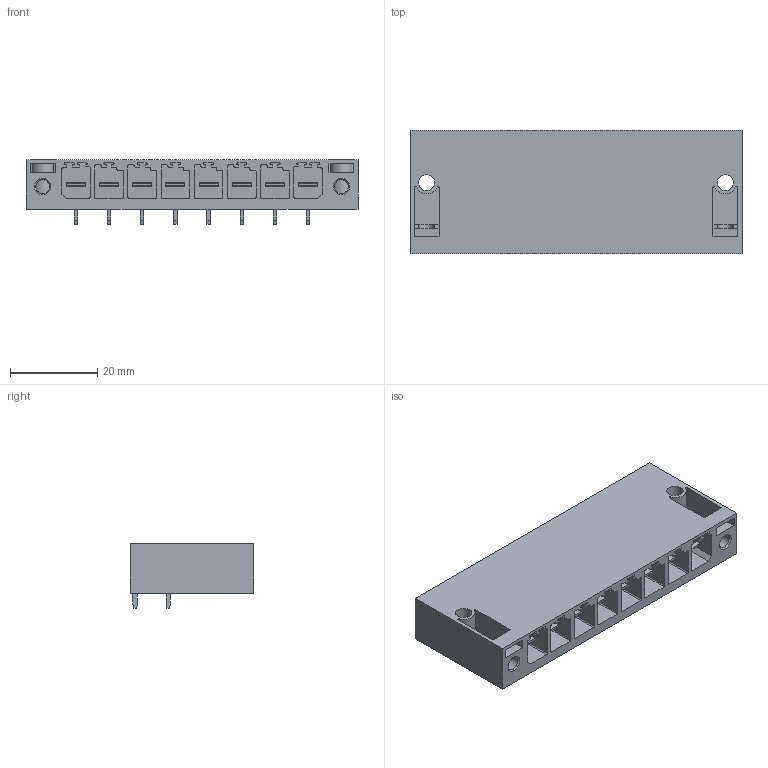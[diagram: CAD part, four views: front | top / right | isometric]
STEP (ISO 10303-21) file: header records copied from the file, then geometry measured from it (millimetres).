
FILE_DESCRIPTION(('CATIA V5 STEP Exchange','CAx-IF Rec.Pracs.--- Model Styling and Organization---1.2---2011-12-15'),'2;1');
FILE_NAME ('D1459382_0_1930440000_1930440000.stp','2018-11-28T11:51:41+00:00',('none'),('Weidmueller'),'CATIA Version 5-6 Release 2014','CATIA V5 STEP AP214','none');
FILE_SCHEMA(('AUTOMOTIVE_DESIGN { 1 0 10303 214 1 1 1 1 }'));
Length unit declared in the file: millimetre
Products named in the file (1): 1930440000
Bounding box: 76.2 x 28.3 x 14.9 mm (x, y, z)
Volume: 17149.3 mm3; surface area: 15350.6 mm2
Topology: 9 solids, 9 shells, 632 faces, 1808 edges, 1194 vertices
Faces by surface type: plane 506, cylinder 122, cone 4
Entity records: 17707 total; most frequent: ORIENTED_EDGE 3616, CARTESIAN_POINT 3045, DIRECTION 2252, EDGE_CURVE 1672, VECTOR 1424, LINE 1424, VERTEX_POINT 1082, EDGE_LOOP 660
